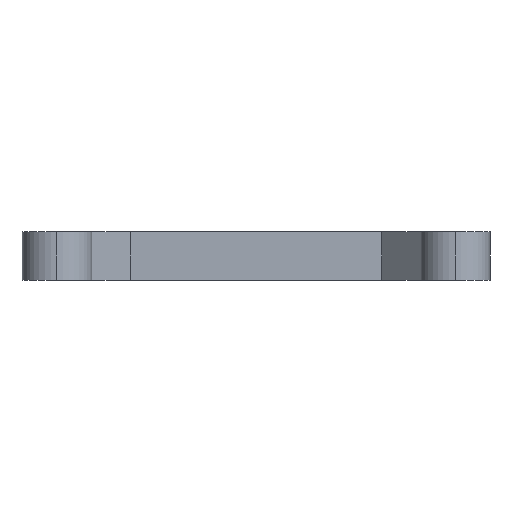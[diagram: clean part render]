
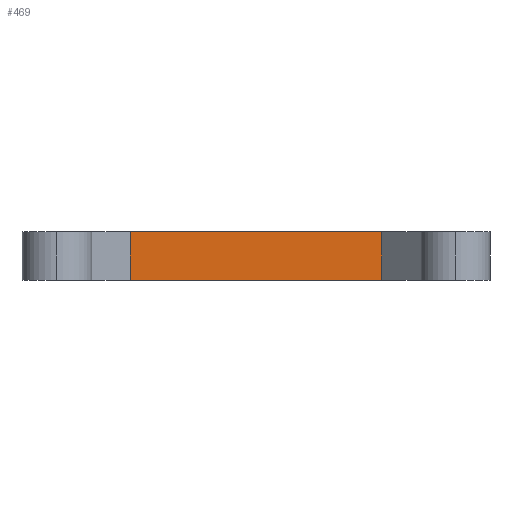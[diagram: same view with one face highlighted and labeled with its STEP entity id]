
A CAD part, left-side view. The second image highlights one B-rep face of the part: STEP entity #469.
In plain terms, the highlighted planar face has unit normal (-1, 0, 0).
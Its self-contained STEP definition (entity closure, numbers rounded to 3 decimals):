
#35 = AXIS2_PLACEMENT_3D ( 'NONE', #121, #277, #44 ) ;
#44 = DIRECTION ( 'NONE',  ( 0., 1., 0. ) ) ;
#95 = VERTEX_POINT ( 'NONE', #188 ) ;
#121 = CARTESIAN_POINT ( 'NONE',  ( -16.675, -13.05, 5. ) ) ;
#124 = VECTOR ( 'NONE', #151, 1000. ) ;
#141 = VECTOR ( 'NONE', #434, 1000. ) ;
#151 = DIRECTION ( 'NONE',  ( 0., 0., -1. ) ) ;
#153 = EDGE_CURVE ( 'NONE', #638, #905, #585, .T. ) ;
#155 = EDGE_CURVE ( 'NONE', #237, #638, #589, .T. ) ;
#188 = CARTESIAN_POINT ( 'NONE',  ( -16.675, -13.05, 5. ) ) ;
#191 = PLANE ( 'NONE',  #35 ) ;
#236 = LINE ( 'NONE', #310, #591 ) ;
#237 = VERTEX_POINT ( 'NONE', #659 ) ;
#277 = DIRECTION ( 'NONE',  ( 1., 0., 0. ) ) ;
#285 = EDGE_CURVE ( 'NONE', #237, #95, #236, .T. ) ;
#310 = CARTESIAN_POINT ( 'NONE',  ( -16.675, -13.05, 5. ) ) ;
#322 = DIRECTION ( 'NONE',  ( 0., -1., 0. ) ) ;
#364 = DIRECTION ( 'NONE',  ( 0., 0., -1. ) ) ;
#376 = ORIENTED_EDGE ( 'NONE', *, *, #155, .T. ) ;
#403 = EDGE_LOOP ( 'NONE', ( #749, #528, #604, #376 ) ) ;
#434 = DIRECTION ( 'NONE',  ( 0., -1., 0. ) ) ;
#444 = CARTESIAN_POINT ( 'NONE',  ( -16.675, -13.05, 0. ) ) ;
#469 = ADVANCED_FACE ( 'NONE', ( #786 ), #191, .F. ) ;
#528 = ORIENTED_EDGE ( 'NONE', *, *, #677, .F. ) ;
#585 = LINE ( 'NONE', #444, #141 ) ;
#589 = LINE ( 'NONE', #952, #886 ) ;
#591 = VECTOR ( 'NONE', #322, 1000. ) ;
#604 = ORIENTED_EDGE ( 'NONE', *, *, #285, .F. ) ;
#638 = VERTEX_POINT ( 'NONE', #796 ) ;
#659 = CARTESIAN_POINT ( 'NONE',  ( -16.675, 13.05, 5. ) ) ;
#669 = LINE ( 'NONE', #823, #124 ) ;
#677 = EDGE_CURVE ( 'NONE', #95, #905, #669, .T. ) ;
#749 = ORIENTED_EDGE ( 'NONE', *, *, #153, .T. ) ;
#786 = FACE_OUTER_BOUND ( 'NONE', #403, .T. ) ;
#796 = CARTESIAN_POINT ( 'NONE',  ( -16.675, 13.05, 0. ) ) ;
#823 = CARTESIAN_POINT ( 'NONE',  ( -16.675, -13.05, 5. ) ) ;
#844 = CARTESIAN_POINT ( 'NONE',  ( -16.675, -13.05, 0. ) ) ;
#886 = VECTOR ( 'NONE', #364, 1000. ) ;
#905 = VERTEX_POINT ( 'NONE', #844 ) ;
#952 = CARTESIAN_POINT ( 'NONE',  ( -16.675, 13.05, 5. ) ) ;
